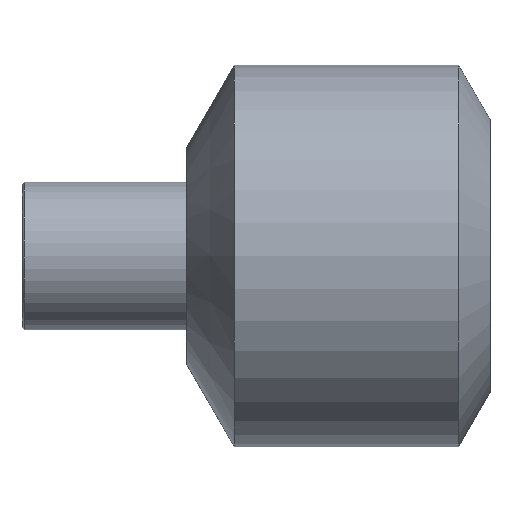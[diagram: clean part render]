
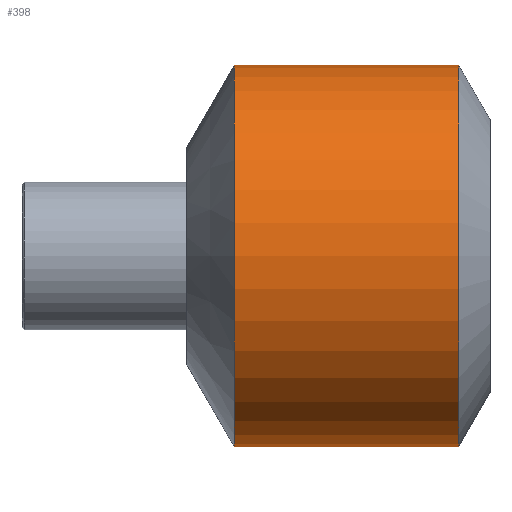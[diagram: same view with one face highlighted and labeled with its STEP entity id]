
A CAD part, top view. The second image highlights one B-rep face of the part: STEP entity #398.
In plain terms, the highlighted cylindrical face has radius 44 mm (diameter 88 mm), a partial arc.
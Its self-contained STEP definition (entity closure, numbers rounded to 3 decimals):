
#61=DIRECTION('',(-1.,0.,0.));
#62=VECTOR('',#61,51.813);
#63=CARTESIAN_POINT('',(62.783,44.,0.));
#64=LINE('',#63,#62);
#68=CARTESIAN_POINT('',(62.783,0.,0.));
#69=DIRECTION('',(1.,0.,0.));
#70=DIRECTION('',(0.,1.,0.));
#71=AXIS2_PLACEMENT_3D('',#68,#69,#70);
#76=DIRECTION('',(-1.,0.,0.));
#77=VECTOR('',#76,51.813);
#78=CARTESIAN_POINT('',(62.783,-44.,0.));
#79=LINE('',#78,#77);
#90=CARTESIAN_POINT('',(10.97,0.,0.));
#91=DIRECTION('',(1.,0.,0.));
#92=DIRECTION('',(0.,1.,0.));
#93=AXIS2_PLACEMENT_3D('',#90,#91,#92);
#301=CARTESIAN_POINT('',(62.783,44.,0.));
#302=CARTESIAN_POINT('',(10.97,44.,0.));
#303=VERTEX_POINT('',#301);
#304=VERTEX_POINT('',#302);
#305=CARTESIAN_POINT('',(62.783,-44.,0.));
#306=CARTESIAN_POINT('',(10.97,-44.,0.));
#307=VERTEX_POINT('',#305);
#308=VERTEX_POINT('',#306);
#386=CARTESIAN_POINT('',(75.4,0.,0.));
#387=DIRECTION('',(-1.,0.,0.));
#388=DIRECTION('',(0.,1.,0.));
#389=AXIS2_PLACEMENT_3D('',#386,#387,#388);
#390=CYLINDRICAL_SURFACE('',#389,44.);
#391=ORIENTED_EDGE('',*,*,#376,.F.);
#392=ORIENTED_EDGE('',*,*,#353,.T.);
#393=ORIENTED_EDGE('',*,*,#380,.T.);
#395=ORIENTED_EDGE('',*,*,#394,.F.);
#396=EDGE_LOOP('',(#391,#392,#393,#395));
#397=FACE_OUTER_BOUND('',#396,.F.);
#72=CIRCLE('',#71,44.);
#94=CIRCLE('',#93,44.);
#353=EDGE_CURVE('',#303,#307,#72,.T.);
#376=EDGE_CURVE('',#303,#304,#64,.T.);
#380=EDGE_CURVE('',#307,#308,#79,.T.);
#394=EDGE_CURVE('',#304,#308,#94,.T.);
#398=ADVANCED_FACE('',(#397),#390,.T.);
